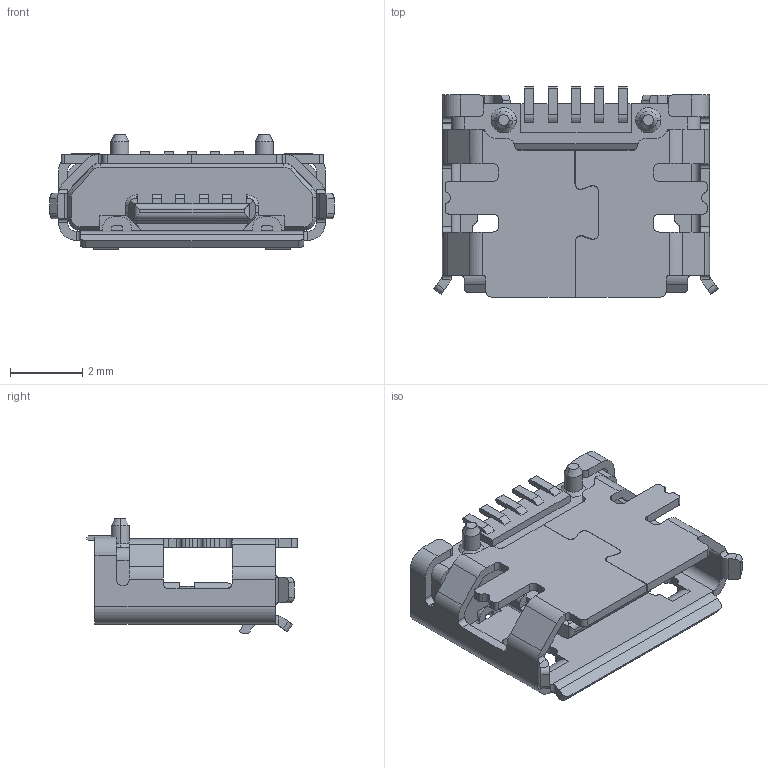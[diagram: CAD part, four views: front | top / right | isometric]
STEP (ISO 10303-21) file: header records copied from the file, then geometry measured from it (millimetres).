
FILE_DESCRIPTION(('CoCreate Modeling STEP Export'),'2;1');
FILE_NAME('0718.stp','2017-07-18T21:11:11',(''),(''),'CoCreate Modeling STEP processor for AP214 (Solid Model)','CoCreate Modeling 16.00 13-May-2008 (C) Parametric Technology GmbH','');
FILE_SCHEMA(('AUTOMOTIVE_DESIGN { 1 0 10303 214 1 1 1 1 }'));
Length unit declared in the file: millimetre
Products named in the file (4): 2DIP2MSTMOLDING; housing; molding; 010101010-03X_四脚平贴-成品.stp
Assembly tree (3 placements, depth 3):
  010101010-03X_四脚平贴-成品.stp
    molding
      housing
      2DIP2MSTMOLDING
Bounding box: 7.88 x 5.82 x 3.18 mm (x, y, z)
Volume: 39.3 mm3; surface area: 251.2 mm2
Topology: 1 solids, 11 shells, 779 faces, 2182 edges, 1402 vertices
Faces by surface type: plane 518, cylinder 243, cone 18
Entity records: 24629 total; most frequent: CARTESIAN_POINT 4524, ORIENTED_EDGE 4400, DIRECTION 3995, EDGE_CURVE 2182, VECTOR 1573, LINE 1573, VERTEX_POINT 1402, AXIS2_PLACEMENT_3D 1211
